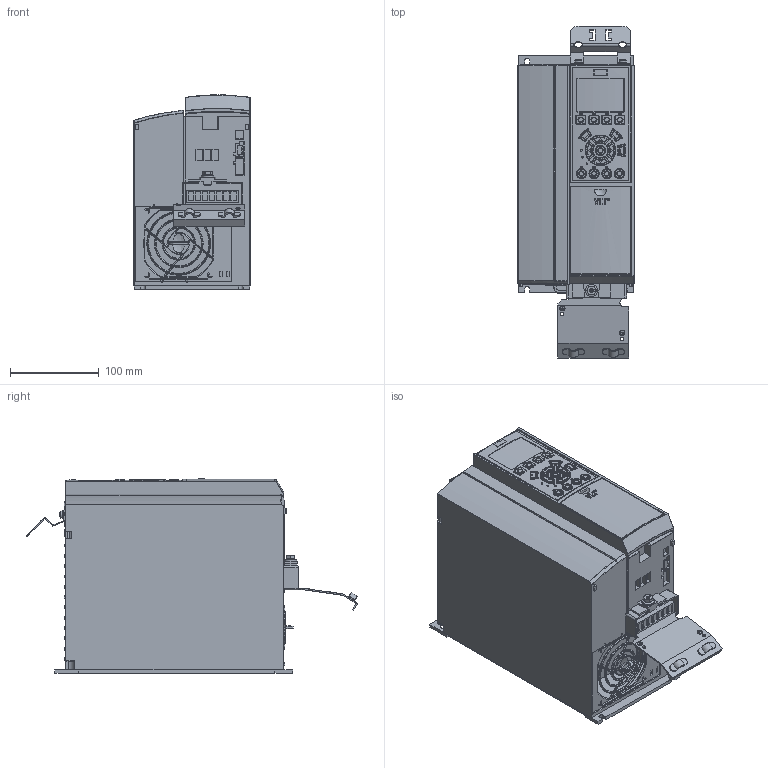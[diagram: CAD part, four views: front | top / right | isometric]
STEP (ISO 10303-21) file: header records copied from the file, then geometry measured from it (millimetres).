
FILE_DESCRIPTION((''),'2;1');
FILE_NAME('DANFOSS-FC100-A3-IP20-A-086_ASM','2019-09-04T',('U322080'),(''),'CREO PARAMETRIC BY PTC INC, 2018070','CREO PARAMETRIC BY PTC INC, 2018070','');
FILE_SCHEMA(('CONFIG_CONTROL_DESIGN'));
Products named in the file (8): DANFOSS-FC100-A3-IP20-A-086_5_1; DANFOSS-FC100-A3-IP20-A-086_5_2; DANFOSS-FC100-A3-IP20-A-086_5_3; DANFOSS-FC100-A3-IP20-A-086_5_4; DANFOSS-FC100-A3-IP20-A-086_5_5; DANFOSS-FC100-A3-IP20-A-086_5_6; DANFOSS-FC100-A3-IP20-A-086_52_ASM; DANFOSS-FC100-A3-IP20-A-086_ASM
Assembly tree (7 placements, depth 3):
  DANFOSS-FC100-A3-IP20-A-086_ASM
    DANFOSS-FC100-A3-IP20-A-086_52_ASM
      DANFOSS-FC100-A3-IP20-A-086_5_1
      DANFOSS-FC100-A3-IP20-A-086_5_2
      DANFOSS-FC100-A3-IP20-A-086_5_3
      DANFOSS-FC100-A3-IP20-A-086_5_4
      DANFOSS-FC100-A3-IP20-A-086_5_5
      DANFOSS-FC100-A3-IP20-A-086_5_6
Bounding box: 131.03 x 374 x 219.5 mm (x, y, z)
Surface area: 312377.4 mm2 (no closed solid volume)
Topology: 0 solids, 23 shells, 3040 faces, 7619 edges, 4617 vertices
Faces by surface type: cylinder 1054, plane 839, bspline 680, torus 282, sphere 96, cone 57, extrusion 32
Entity records: 157916 total; most frequent: CARTESIAN_POINT 57236, ORIENTED_EDGE 15120, DIRECTION 11621, PRESENTATION_STYLE_ASSIGNMENT 9282, STYLED_ITEM 7570, CURVE_STYLE 7564, EDGE_CURVE 7560, VERTEX_POINT 4617
